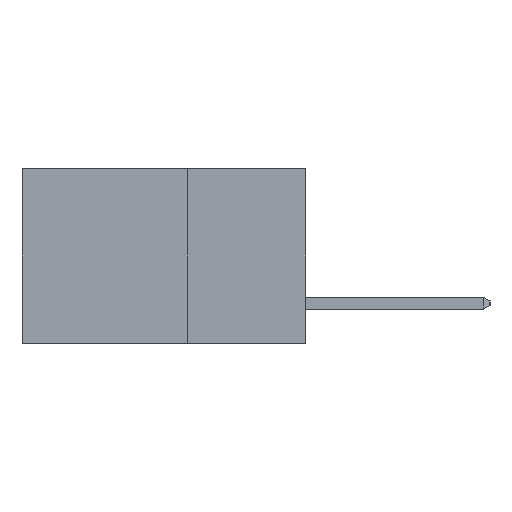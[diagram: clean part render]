
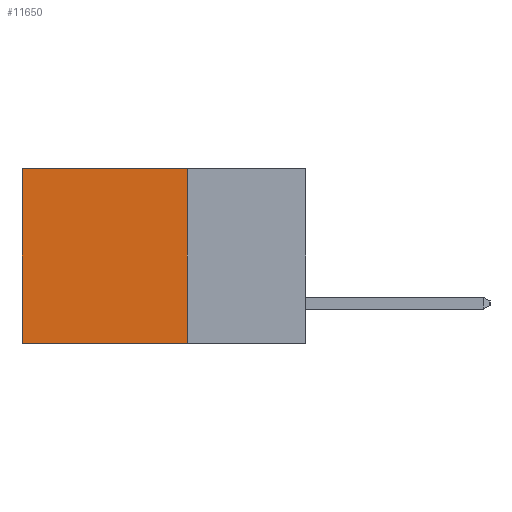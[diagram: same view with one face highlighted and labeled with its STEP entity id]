
A CAD part, left-side view. The second image highlights one B-rep face of the part: STEP entity #11650.
In plain terms, the highlighted planar face has unit normal (-1, 0, 0).
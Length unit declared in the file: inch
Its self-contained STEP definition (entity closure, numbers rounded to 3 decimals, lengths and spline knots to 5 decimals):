
#177 = LINE ( 'NONE', #13668, #3536 ) ;
#862 = DIRECTION ( 'NONE',  ( 0., 0., -1. ) ) ;
#1488 = DIRECTION ( 'NONE',  ( 0., 0., -1. ) ) ;
#1511 = CARTESIAN_POINT ( 'NONE',  ( 0.298, 0.25, 0. ) ) ;
#2396 = CARTESIAN_POINT ( 'NONE',  ( 0.298, 0.6, -0.37 ) ) ;
#3536 = VECTOR ( 'NONE', #4565, 39.37008 ) ;
#4491 = VECTOR ( 'NONE', #1488, 39.37008 ) ;
#4565 = DIRECTION ( 'NONE',  ( 0., 1., 0. ) ) ;
#4595 = LINE ( 'NONE', #6845, #7672 ) ;
#4909 = LINE ( 'NONE', #1511, #4491 ) ;
#4961 = CARTESIAN_POINT ( 'NONE',  ( 0.298, 0.25, 0. ) ) ;
#4986 = ORIENTED_EDGE ( 'NONE', *, *, #5676, .T. ) ;
#5284 = EDGE_CURVE ( 'NONE', #10089, #5904, #10370, .T. ) ;
#5676 = EDGE_CURVE ( 'NONE', #11385, #5904, #4595, .T. ) ;
#5904 = VERTEX_POINT ( 'NONE', #2396 ) ;
#6516 = DIRECTION ( 'NONE',  ( 0., 0., -1. ) ) ;
#6728 = ORIENTED_EDGE ( 'NONE', *, *, #7960, .F. ) ;
#6845 = CARTESIAN_POINT ( 'NONE',  ( 0.298, 0.6, 0. ) ) ;
#6862 = VECTOR ( 'NONE', #14683, 39.37008 ) ;
#7672 = VECTOR ( 'NONE', #6516, 39.37008 ) ;
#7960 = EDGE_CURVE ( 'NONE', #16387, #10089, #4909, .T. ) ;
#8301 = CARTESIAN_POINT ( 'NONE',  ( 0.298, 0.6, 0. ) ) ;
#8937 = DIRECTION ( 'NONE',  ( 1., 0., 0. ) ) ;
#10076 = ORIENTED_EDGE ( 'NONE', *, *, #5284, .F. ) ;
#10089 = VERTEX_POINT ( 'NONE', #12740 ) ;
#10370 = LINE ( 'NONE', #14827, #6862 ) ;
#10529 = CARTESIAN_POINT ( 'NONE',  ( 0.298, 0.25, 0. ) ) ;
#11385 = VERTEX_POINT ( 'NONE', #8301 ) ;
#11481 = EDGE_CURVE ( 'NONE', #16387, #11385, #177, .T. ) ;
#11488 = PLANE ( 'NONE',  #15172 ) ;
#11650 = ADVANCED_FACE ( 'NONE', ( #14502 ), #11488, .F. ) ;
#12740 = CARTESIAN_POINT ( 'NONE',  ( 0.298, 0.25, -0.37 ) ) ;
#13668 = CARTESIAN_POINT ( 'NONE',  ( 0.298, 0.25, 0. ) ) ;
#14502 = FACE_OUTER_BOUND ( 'NONE', #16392, .T. ) ;
#14683 = DIRECTION ( 'NONE',  ( 0., 1., 0. ) ) ;
#14827 = CARTESIAN_POINT ( 'NONE',  ( 0.298, 0.25, -0.37 ) ) ;
#15172 = AXIS2_PLACEMENT_3D ( 'NONE', #4961, #8937, #862 ) ;
#15439 = ORIENTED_EDGE ( 'NONE', *, *, #11481, .T. ) ;
#16387 = VERTEX_POINT ( 'NONE', #10529 ) ;
#16392 = EDGE_LOOP ( 'NONE', ( #4986, #10076, #6728, #15439 ) ) ;
